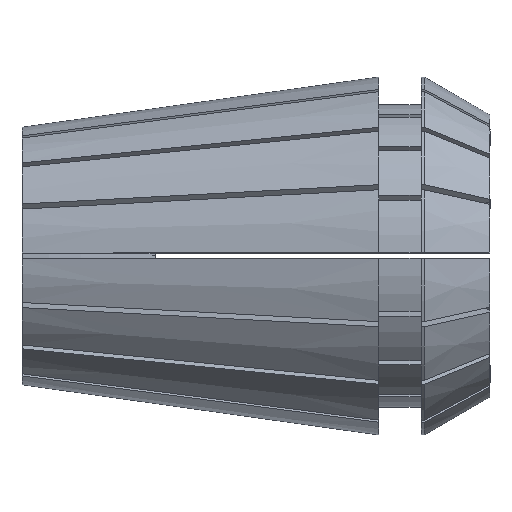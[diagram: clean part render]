
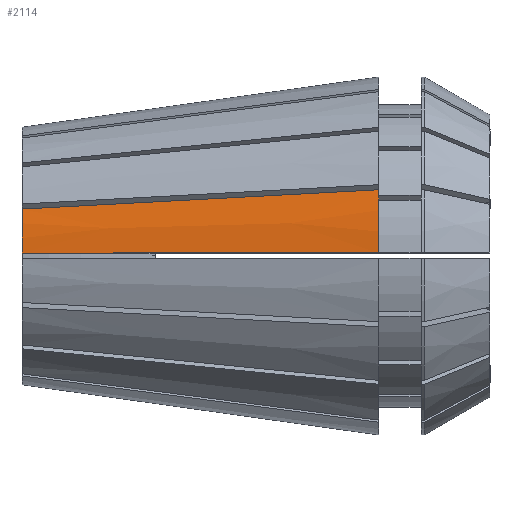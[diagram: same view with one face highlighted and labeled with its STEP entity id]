
A CAD part, top view. The second image highlights one B-rep face of the part: STEP entity #2114.
In plain terms, the highlighted conical face has half-angle 8 degrees and reference radius 13 mm.
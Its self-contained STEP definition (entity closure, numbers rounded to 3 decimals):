
#299 = AXIS2_PLACEMENT_3D ( 'NONE', #2666, #6392, #3195 ) ;
#495 = B_SPLINE_CURVE_WITH_KNOTS ( 'NONE', 3,
 ( #599, #6409, #5129, #644, #752, #884, #930, #984, #1035, #1078 ),
 .UNSPECIFIED., .F., .F.,
 ( 4, 3, 3, 4 ),
 ( 0.052, 0.057, 0.074, 0.078 ),
 .UNSPECIFIED. ) ;
#599 = CARTESIAN_POINT ( 'NONE',  ( 25.9, 0.2, 12.999 ) ) ;
#644 = CARTESIAN_POINT ( 'NONE',  ( 20.312, 0.2, 12.213 ) ) ;
#666 = CIRCLE ( 'NONE', #299, 13. ) ;
#752 = CARTESIAN_POINT ( 'NONE',  ( 14.623, 0.2, 11.414 ) ) ;
#820 = CARTESIAN_POINT ( 'NONE',  ( 0., 0., 0. ) ) ;
#884 = CARTESIAN_POINT ( 'NONE',  ( 8.934, 0.2, 10.614 ) ) ;
#930 = CARTESIAN_POINT ( 'NONE',  ( 3.245, 0.2, 9.814 ) ) ;
#953 = CARTESIAN_POINT ( 'NONE',  ( 0., 3.396, 8.722 ) ) ;
#984 = CARTESIAN_POINT ( 'NONE',  ( 2.164, 0.2, 9.662 ) ) ;
#1035 = CARTESIAN_POINT ( 'NONE',  ( 1.082, 0.2, 9.51 ) ) ;
#1052 = EDGE_CURVE ( 'NONE', #5754, #3431, #495, .T. ) ;
#1078 = CARTESIAN_POINT ( 'NONE',  ( 0., 0.2, 9.358 ) ) ;
#1257 = AXIS2_PLACEMENT_3D ( 'NONE', #820, #4536, #1372 ) ;
#1372 = DIRECTION ( 'NONE',  ( 0., 0., 1. ) ) ;
#1477 = CARTESIAN_POINT ( 'NONE',  ( 5.424, 3.688, 9.427 ) ) ;
#1497 = CARTESIAN_POINT ( 'NONE',  ( 16.273, 4.272, 10.836 ) ) ;
#1621 = CONICAL_SURFACE ( 'NONE', #2278, 13., 0.14 ) ;
#1655 = EDGE_LOOP ( 'NONE', ( #2952, #4468, #2616, #4304 ) ) ;
#1850 = DIRECTION ( 'NONE',  ( 0., 0., -1. ) ) ;
#1977 = CARTESIAN_POINT ( 'NONE',  ( 0., 0.2, 9.358 ) ) ;
#2038 = CARTESIAN_POINT ( 'NONE',  ( 22.691, 4.617, 11.669 ) ) ;
#2114 = ADVANCED_FACE ( 'NONE', ( #3194 ), #1621, .T. ) ;
#2278 = AXIS2_PLACEMENT_3D ( 'NONE', #3957, #5038, #1850 ) ;
#2337 = B_SPLINE_CURVE_WITH_KNOTS ( 'NONE', 3,
 ( #953, #1477, #6270, #1497, #5221, #2038, #5763 ),
 .UNSPECIFIED., .F., .F.,
 ( 4, 3, 4 ),
 ( 0., 0.016, 0.026 ),
 .UNSPECIFIED. ) ;
#2616 = ORIENTED_EDGE ( 'NONE', *, *, #1052, .F. ) ;
#2666 = CARTESIAN_POINT ( 'NONE',  ( 25.9, 0., 0. ) ) ;
#2886 = EDGE_CURVE ( 'NONE', #6077, #5875, #2337, .T. ) ;
#2952 = ORIENTED_EDGE ( 'NONE', *, *, #2886, .F. ) ;
#3194 = FACE_OUTER_BOUND ( 'NONE', #1655, .T. ) ;
#3195 = DIRECTION ( 'NONE',  ( 0., 0., 1. ) ) ;
#3431 = VERTEX_POINT ( 'NONE', #1977 ) ;
#3549 = EDGE_CURVE ( 'NONE', #3431, #6077, #5592, .T. ) ;
#3957 = CARTESIAN_POINT ( 'NONE',  ( 25.9, 0., 0. ) ) ;
#4304 = ORIENTED_EDGE ( 'NONE', *, *, #4964, .T. ) ;
#4468 = ORIENTED_EDGE ( 'NONE', *, *, #3549, .F. ) ;
#4536 = DIRECTION ( 'NONE',  ( -1., 0., 0. ) ) ;
#4811 = CARTESIAN_POINT ( 'NONE',  ( 25.9, 4.79, 12.086 ) ) ;
#4964 = EDGE_CURVE ( 'NONE', #5754, #5875, #666, .T. ) ;
#5038 = DIRECTION ( 'NONE',  ( 1., 0., 0. ) ) ;
#5129 = CARTESIAN_POINT ( 'NONE',  ( 22.175, 0.2, 12.475 ) ) ;
#5221 = CARTESIAN_POINT ( 'NONE',  ( 19.482, 4.444, 11.252 ) ) ;
#5592 = CIRCLE ( 'NONE', #1257, 9.36 ) ;
#5754 = VERTEX_POINT ( 'NONE', #6789 ) ;
#5763 = CARTESIAN_POINT ( 'NONE',  ( 25.9, 4.79, 12.086 ) ) ;
#5875 = VERTEX_POINT ( 'NONE', #4811 ) ;
#5918 = CARTESIAN_POINT ( 'NONE',  ( 0., 3.396, 8.722 ) ) ;
#6077 = VERTEX_POINT ( 'NONE', #5918 ) ;
#6270 = CARTESIAN_POINT ( 'NONE',  ( 10.849, 3.98, 10.131 ) ) ;
#6392 = DIRECTION ( 'NONE',  ( -1., 0., 0. ) ) ;
#6409 = CARTESIAN_POINT ( 'NONE',  ( 24.037, 0.2, 12.737 ) ) ;
#6789 = CARTESIAN_POINT ( 'NONE',  ( 25.9, 0.2, 12.999 ) ) ;
